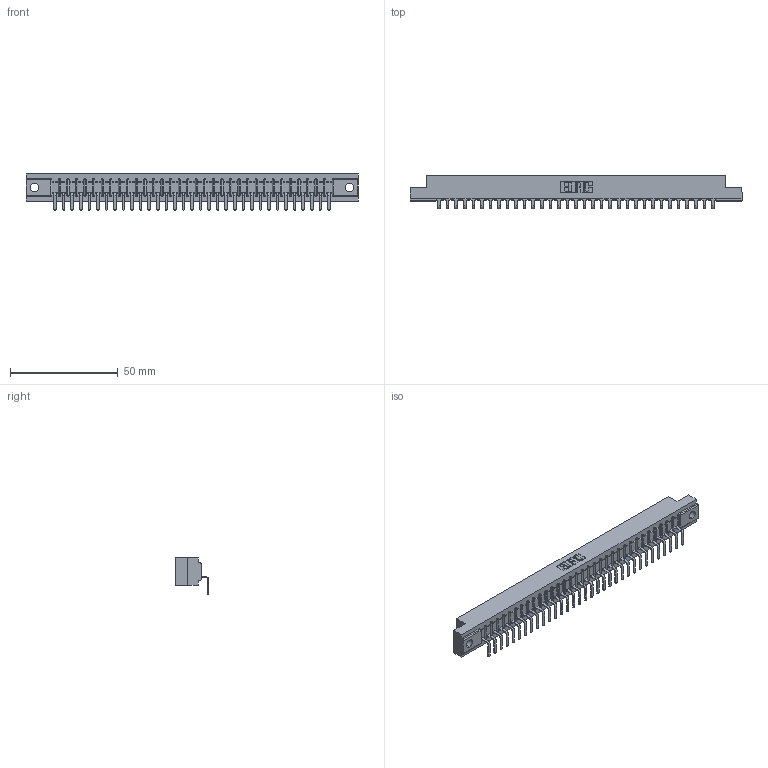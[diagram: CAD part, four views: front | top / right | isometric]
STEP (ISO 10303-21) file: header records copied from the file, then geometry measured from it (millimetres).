
FILE_DESCRIPTION (( 'STEP AP203' ), '1' );
FILE_NAME ('307-033-559-104.STEP', '2019-09-05T16:40:58', ( '' ), ( '' ), 'SwSTEP 2.0', 'SolidWorks 2016', '' );
FILE_SCHEMA (( 'CONFIG_CONTROL_DESIGN' ));
Length unit declared in the file: inch
Products named in the file (3): 307 Part_.156 Dia Mounting Holes; 307-290-001_558 559 - 1 (Single); 307-033-559-104
Assembly tree (34 placements, depth 2):
  307-033-559-104
    307 Part_.156 Dia Mounting Holes
    307-290-001_558 559 - 1 (Single)  x33
Bounding box: 153.77 x 15.46 x 16.8 mm (x, y, z)
Volume: 15846.4 mm3; surface area: 16729.7 mm2
Topology: 34 solids, 34 shells, 2146 faces, 6101 edges, 3930 vertices
Faces by surface type: plane 1371, cylinder 707, sphere 68
Entity records: 29922 total; most frequent: CARTESIAN_POINT 5042, ORIENTED_EDGE 5026, DIRECTION 4901, EDGE_CURVE 2513, LINE 1931, VECTOR 1931, VERTEX_POINT 1626, AXIS2_PLACEMENT_3D 1485
